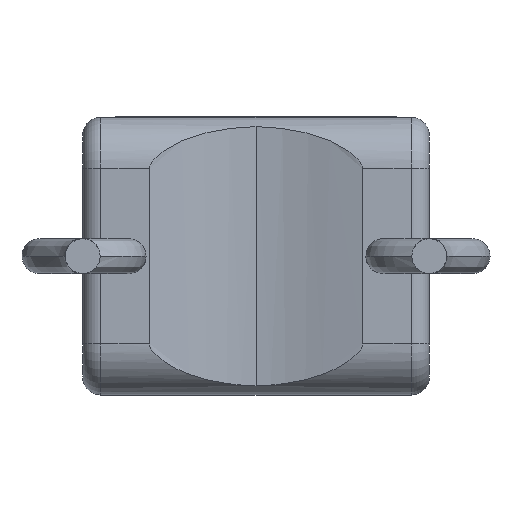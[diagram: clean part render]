
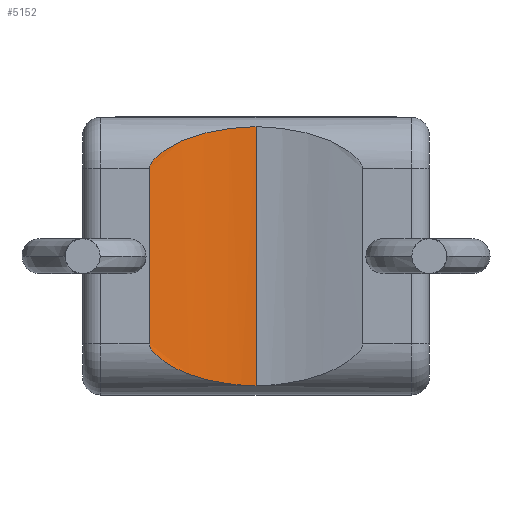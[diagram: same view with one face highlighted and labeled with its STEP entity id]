
A CAD part, front view. The second image highlights one B-rep face of the part: STEP entity #5152.
In plain terms, the highlighted free-form (B-spline) face has degree [3, 1] with [4, 2] control points.
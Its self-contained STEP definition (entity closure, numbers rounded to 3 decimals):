
#44 = CARTESIAN_POINT ( 'NONE',  ( 1.534, 0.142, 3.762 ) ) ;
#108 = CARTESIAN_POINT ( 'NONE',  ( 2.39, 0.316, 0.139 ) ) ;
#485 = CARTESIAN_POINT ( 'NONE',  ( 0.979, 0., 3.957 ) ) ;
#520 = LINE ( 'NONE', #4898, #1968 ) ;
#616 = B_SPLINE_CURVE_WITH_KNOTS ( 'NONE', 3,
 ( #1702, #1338, #2196, #1715, #2595, #3469, #921, #2650, #4671, #888, #5094, #1318, #108, #3073 ),
 .UNSPECIFIED., .F., .F.,
 ( 4, 2, 2, 2, 2, 2, 4 ),
 ( 0., 0., 0., 0., 0.001, 0.001, 0.002 ),
 .UNSPECIFIED. ) ;
#617 = VERTEX_POINT ( 'NONE', #4139 ) ;
#703 = CARTESIAN_POINT ( 'NONE',  ( 2.39, 0.316, 3.931 ) ) ;
#785 = EDGE_CURVE ( 'NONE', #4294, #617, #616, .T. ) ;
#888 = CARTESIAN_POINT ( 'NONE',  ( 1.812, 0.215, 0.221 ) ) ;
#921 = CARTESIAN_POINT ( 'NONE',  ( 1.215, 0.051, 0.476 ) ) ;
#952 = CARTESIAN_POINT ( 'NONE',  ( 1.89, 0.301, 3.957 ) ) ;
#1318 = CARTESIAN_POINT ( 'NONE',  ( 2.242, 0.299, 0.15 ) ) ;
#1338 = CARTESIAN_POINT ( 'NONE',  ( 0.979, 0., 0.712 ) ) ;
#1702 = CARTESIAN_POINT ( 'NONE',  ( 0.979, 0., 0.75 ) ) ;
#1705 = EDGE_CURVE ( 'NONE', #4294, #4037, #3928, .T. ) ;
#1710 = CARTESIAN_POINT ( 'NONE',  ( 1.81, 0.215, 3.849 ) ) ;
#1715 = CARTESIAN_POINT ( 'NONE',  ( 1.045, 0.011, 0.618 ) ) ;
#1729 = CARTESIAN_POINT ( 'NONE',  ( 1.071, 0.017, 3.479 ) ) ;
#1780 = CARTESIAN_POINT ( 'NONE',  ( 0.979, 0., 3.358 ) ) ;
#1781 = CARTESIAN_POINT ( 'NONE',  ( 0.979, 0., 0.113 ) ) ;
#1863 = ORIENTED_EDGE ( 'NONE', *, *, #1705, .F. ) ;
#1934 = EDGE_CURVE ( 'NONE', #617, #2636, #520, .T. ) ;
#1968 = VECTOR ( 'NONE', #4079, 1000. ) ;
#2145 = ORIENTED_EDGE ( 'NONE', *, *, #4532, .T. ) ;
#2153 = CARTESIAN_POINT ( 'NONE',  ( 2.54, 0.32, 3.957 ) ) ;
#2188 = CARTESIAN_POINT ( 'NONE',  ( 0.999, 0.003, 3.392 ) ) ;
#2196 = CARTESIAN_POINT ( 'NONE',  ( 0.999, 0.003, 0.677 ) ) ;
#2526 = CARTESIAN_POINT ( 'NONE',  ( 1.954, 0.249, 3.879 ) ) ;
#2595 = CARTESIAN_POINT ( 'NONE',  ( 1.071, 0.017, 0.591 ) ) ;
#2636 = VERTEX_POINT ( 'NONE', #3426 ) ;
#2650 = CARTESIAN_POINT ( 'NONE',  ( 1.402, 0.102, 0.363 ) ) ;
#2748 = ORIENTED_EDGE ( 'NONE', *, *, #1934, .T. ) ;
#2921 = B_SPLINE_SURFACE_WITH_KNOTS ( 'NONE', 3, 1, ( 
 ( #3102, #2153 ),
 ( #4308, #952 ),
 ( #3865, #3460 ),
 ( #1781, #485 ) ),
 .UNSPECIFIED., .F., .F., .F.,
 ( 4, 4 ),
 ( 2, 2 ),
 ( 0., 1. ),
 ( 0., 1. ),
 .UNSPECIFIED. ) ;
#3010 = CARTESIAN_POINT ( 'NONE',  ( 1.154, 0.035, 3.552 ) ) ;
#3073 = CARTESIAN_POINT ( 'NONE',  ( 2.54, 0.32, 0.135 ) ) ;
#3102 = CARTESIAN_POINT ( 'NONE',  ( 2.54, 0.32, 0.113 ) ) ;
#3219 = CARTESIAN_POINT ( 'NONE',  ( 2.54, 0.32, 3.935 ) ) ;
#3411 = CARTESIAN_POINT ( 'NONE',  ( 2.243, 0.299, 3.92 ) ) ;
#3417 = VECTOR ( 'NONE', #3419, 1000. ) ;
#3419 = DIRECTION ( 'NONE',  ( 0., 0., 1. ) ) ;
#3426 = CARTESIAN_POINT ( 'NONE',  ( 2.54, 0.32, 3.935 ) ) ;
#3460 = CARTESIAN_POINT ( 'NONE',  ( 1.339, 0.053, 3.957 ) ) ;
#3469 = CARTESIAN_POINT ( 'NONE',  ( 1.154, 0.035, 0.518 ) ) ;
#3508 = CARTESIAN_POINT ( 'NONE',  ( 1.044, 0.011, 3.452 ) ) ;
#3865 = CARTESIAN_POINT ( 'NONE',  ( 1.339, 0.053, 0.113 ) ) ;
#3928 = LINE ( 'NONE', #5091, #3417 ) ;
#3973 = EDGE_LOOP ( 'NONE', ( #4645, #2748, #2145, #1863 ) ) ;
#4023 = CARTESIAN_POINT ( 'NONE',  ( 0.979, 0., 0.75 ) ) ;
#4037 = VERTEX_POINT ( 'NONE', #4153 ) ;
#4079 = DIRECTION ( 'NONE',  ( 0., 0., 1. ) ) ;
#4139 = CARTESIAN_POINT ( 'NONE',  ( 2.54, 0.32, 0.135 ) ) ;
#4153 = CARTESIAN_POINT ( 'NONE',  ( 0.979, 0., 3.32 ) ) ;
#4258 = CARTESIAN_POINT ( 'NONE',  ( 1.214, 0.051, 3.594 ) ) ;
#4294 = VERTEX_POINT ( 'NONE', #4023 ) ;
#4308 = CARTESIAN_POINT ( 'NONE',  ( 1.89, 0.301, 0.113 ) ) ;
#4467 = B_SPLINE_CURVE_WITH_KNOTS ( 'NONE', 3,
 ( #3219, #703, #3411, #2526, #1710, #44, #5071, #4258, #3010, #1729, #3508, #2188, #1780, #5178 ),
 .UNSPECIFIED., .F., .F.,
 ( 4, 2, 2, 2, 2, 2, 4 ),
 ( 0., 0., 0.001, 0.001, 0.002, 0.002, 0.002 ),
 .UNSPECIFIED. ) ;
#4532 = EDGE_CURVE ( 'NONE', #2636, #4037, #4467, .T. ) ;
#4645 = ORIENTED_EDGE ( 'NONE', *, *, #785, .T. ) ;
#4671 = CARTESIAN_POINT ( 'NONE',  ( 1.535, 0.142, 0.307 ) ) ;
#4898 = CARTESIAN_POINT ( 'NONE',  ( 2.54, 0.32, 0. ) ) ;
#5071 = CARTESIAN_POINT ( 'NONE',  ( 1.4, 0.102, 3.706 ) ) ;
#5091 = CARTESIAN_POINT ( 'NONE',  ( 0.979, 0., 0. ) ) ;
#5094 = CARTESIAN_POINT ( 'NONE',  ( 1.953, 0.249, 0.191 ) ) ;
#5152 = ADVANCED_FACE ( 'NONE', ( #5185 ), #2921, .F. ) ;
#5178 = CARTESIAN_POINT ( 'NONE',  ( 0.979, 0., 3.32 ) ) ;
#5185 = FACE_OUTER_BOUND ( 'NONE', #3973, .T. ) ;
